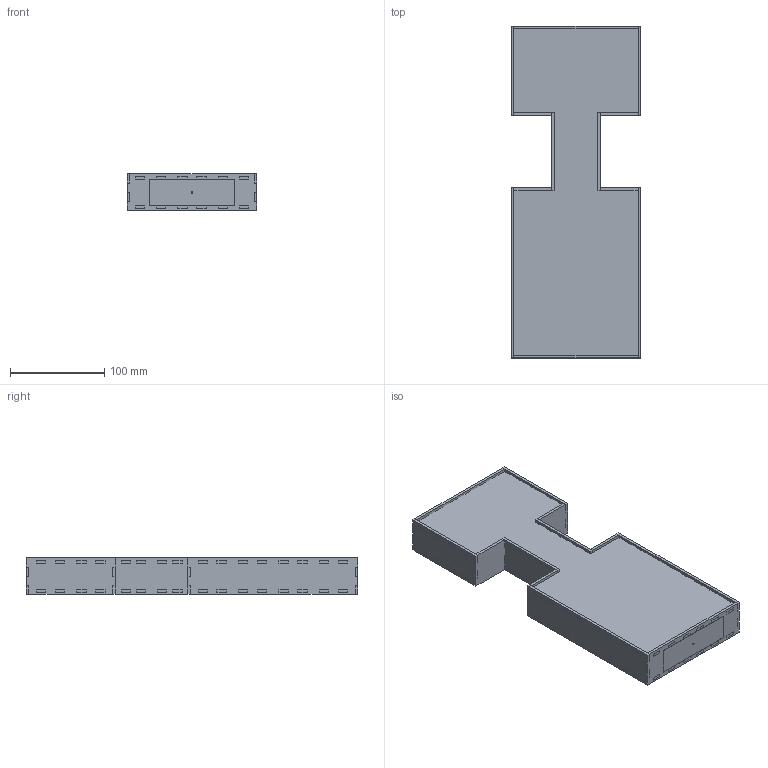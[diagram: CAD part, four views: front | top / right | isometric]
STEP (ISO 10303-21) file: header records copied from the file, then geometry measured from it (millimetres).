
FILE_DESCRIPTION(/* description */ (''),/* implementation_level */ '2;1');
FILE_NAME(/* name */ 'Royal_Game_Of_Ur-STEP214.stp',/* time_stamp */ '2024-05-22T22:26:25+02:00',/* author */ (''),/* organization */ (''),/* preprocessor_version */ 'ST-DEVELOPER v19.3',/* originating_system */ 'SIEMENS PLM Software NX2212.4000',/* authorisation */ '');
FILE_SCHEMA (('AUTOMOTIVE_DESIGN { 1 0 10303 214 3 1 1 1 }'));
Length unit declared in the file: millimetre
Products named in the file (15): achterkant_par; voorkant vals_par; voorkant_par; zijkant_par; bodem_par; tegenhouder_par; zijplaat klein_par; inham groot_par; voorplaat_par; bovenplaat_par; inham klein_par; zijplaat groot_par; achterplaat_par; schuifassembly_asm; UR assembly_asm
Assembly tree (22 placements, depth 3):
  UR assembly_asm
    achterplaat_par
    zijplaat groot_par  x2
    inham klein_par  x4
    bovenplaat_par  x2
    schuifassembly_asm
      bodem_par
      zijkant_par  x2
      voorkant_par
      voorkant vals_par
      achterkant_par
    voorplaat_par
    inham groot_par  x2
    zijplaat klein_par  x2
    tegenhouder_par
Bounding box: 138 x 353 x 39 mm (x, y, z)
Volume: 450164.6 mm3; surface area: 332786.6 mm2
Topology: 21 solids, 21 shells, 1195 faces, 3460 edges, 2307 vertices
Faces by surface type: plane 1194, cylinder 1
Full cylindrical faces by diameter (mm): 2 x1
Entity records: 24170 total; most frequent: CARTESIAN_POINT 4278, ORIENTED_EDGE 4228, DIRECTION 3624, EDGE_CURVE 2114, LINE 2112, VECTOR 2112, VERTEX_POINT 1410, EDGE_LOOP 836
